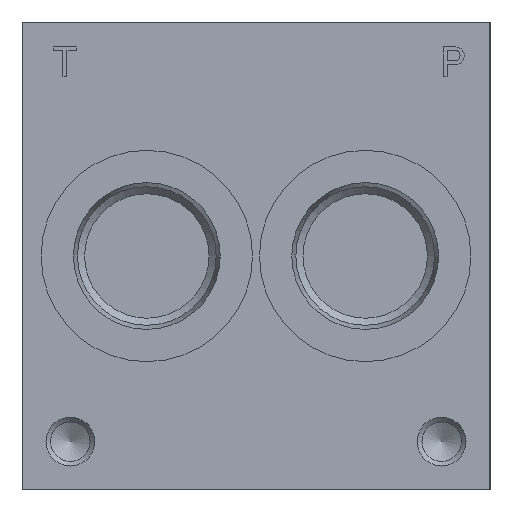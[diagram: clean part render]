
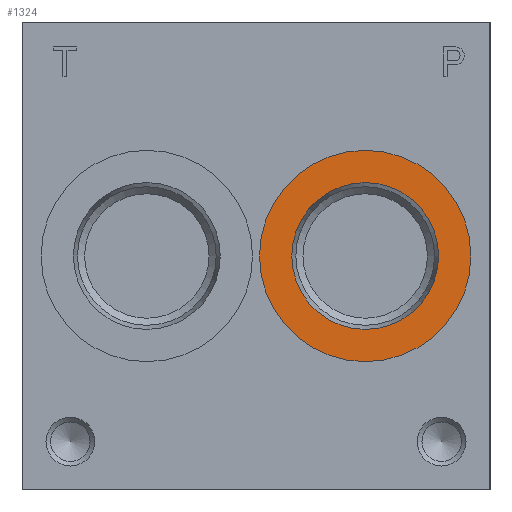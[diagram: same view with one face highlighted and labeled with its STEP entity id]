
A CAD part, left-side view. The second image highlights one B-rep face of the part: STEP entity #1324.
In plain terms, the highlighted planar face has unit normal (-1, 0, 0).
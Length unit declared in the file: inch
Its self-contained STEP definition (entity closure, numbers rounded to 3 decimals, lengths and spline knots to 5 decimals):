
#1324 = ADVANCED_FACE( '', ( #3034, #3035 ), #3036, .T. );
#3034 = FACE_BOUND( '', #5003, .T. );
#3035 = FACE_OUTER_BOUND( '', #5004, .T. );
#3036 = PLANE( '', #5005 );
#5003 = EDGE_LOOP( '', ( #8617 ) );
#5004 = EDGE_LOOP( '', ( #8618 ) );
#5005 = AXIS2_PLACEMENT_3D( '', #8619, #8620, #8621 );
#8617 = ORIENTED_EDGE( '', *, *, #10788, .T. );
#8618 = ORIENTED_EDGE( '', *, *, #11465, .F. );
#8619 = CARTESIAN_POINT( '', ( 0.031, 1.4775, 1.5 ) );
#8620 = DIRECTION( '', ( -1., 0., 0. ) );
#8621 = DIRECTION( '', ( 0., 0., 1. ) );
#10788 = EDGE_CURVE( '', #12940, #12940, #12941, .T. );
#11465 = EDGE_CURVE( '', #13894, #13894, #13895, .T. );
#12940 = VERTEX_POINT( '', #15778 );
#12941 = CIRCLE( '', #15779, 0.4705 );
#13894 = VERTEX_POINT( '', #17018 );
#13895 = CIRCLE( '', #17019, 0.6775 );
#15778 = CARTESIAN_POINT( '', ( 0.031, 0.8, 1.0295 ) );
#15779 = AXIS2_PLACEMENT_3D( '', #18326, #18327, #18328 );
#17018 = CARTESIAN_POINT( '', ( 0.031, 0.8, 0.8225 ) );
#17019 = AXIS2_PLACEMENT_3D( '', #19062, #19063, #19064 );
#18326 = CARTESIAN_POINT( '', ( 0.031, 0.8, 1.5 ) );
#18327 = DIRECTION( '', ( 1., 0., 0. ) );
#18328 = DIRECTION( '', ( 0., 0., -1. ) );
#19062 = CARTESIAN_POINT( '', ( 0.031, 0.8, 1.5 ) );
#19063 = DIRECTION( '', ( 1., 0., 0. ) );
#19064 = DIRECTION( '', ( 0., 0., -1. ) );
